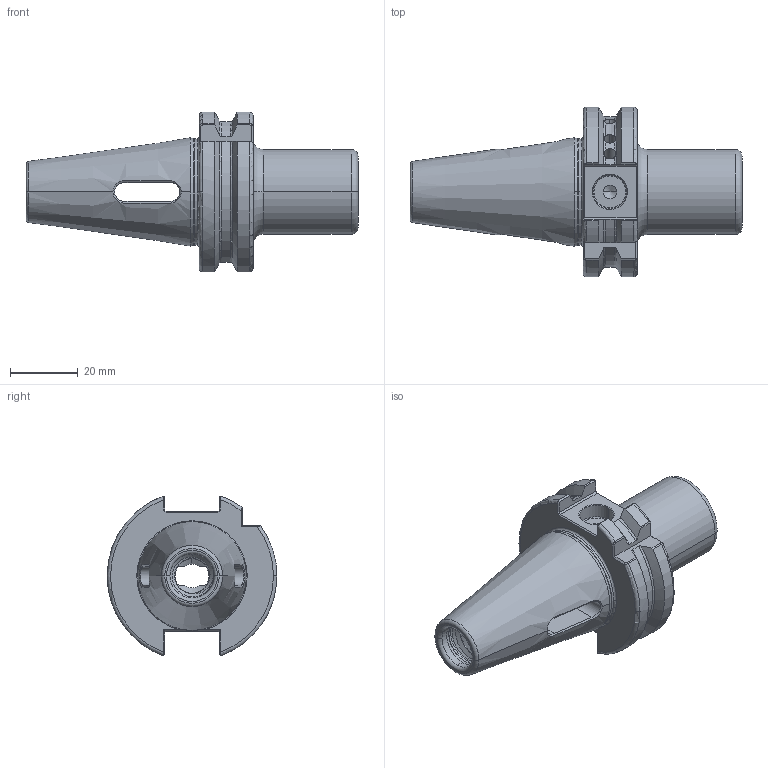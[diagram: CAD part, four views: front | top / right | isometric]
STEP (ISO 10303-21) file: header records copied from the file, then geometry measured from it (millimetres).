
FILE_DESCRIPTION (( 'STEP AP203' ), '1' );
FILE_NAME ('302.07.02.STEP', '2016-07-16T06:19:24', ( '' ), ( '' ), 'SwSTEP 2.0', 'SolidWorks 2012', '' );
FILE_SCHEMA (( 'CONFIG_CONTROL_DESIGN' ));
Length unit declared in the file: millimetre
Products named in the file (1): 302.07.02
Bounding box: 97.8 x 50 x 47.05 mm (x, y, z)
Volume: 55681 mm3; surface area: 16629.1 mm2
Topology: 1 solids, 1 shells, 207 faces, 548 edges, 335 vertices
Faces by surface type: cylinder 59, plane 58, torus 37, cone 30, bspline 23
Entity records: 12723 total; most frequent: CARTESIAN_POINT 7964, ORIENTED_EDGE 1080, DIRECTION 862, EDGE_CURVE 540, AXIS2_PLACEMENT_3D 339, VERTEX_POINT 335, EDGE_LOOP 213, ADVANCED_FACE 207
